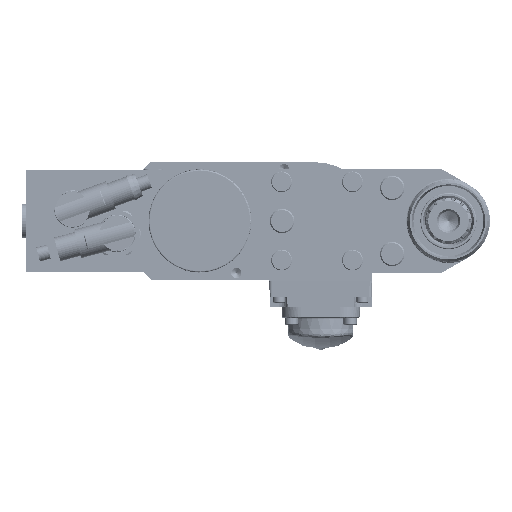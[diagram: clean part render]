
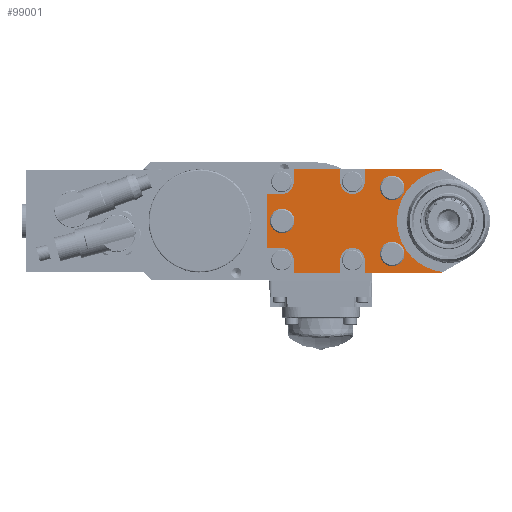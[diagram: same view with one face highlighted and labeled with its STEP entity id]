
A CAD part, left-side view. The second image highlights one B-rep face of the part: STEP entity #99001.
In plain terms, the highlighted planar face has unit normal (-1, 0, 0).
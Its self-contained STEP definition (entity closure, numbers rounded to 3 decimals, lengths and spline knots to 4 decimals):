
#1651=FACE_BOUND('',#17046,.T.);
#1652=FACE_BOUND('',#17047,.T.);
#1653=FACE_BOUND('',#17048,.T.);
#3560=PLANE('',#106128);
#11503=FACE_OUTER_BOUND('',#17045,.T.);
#17045=EDGE_LOOP('',(#80985,#80986,#80987,#80988,#80989,#80990,#80991,#80992,
#80993,#80994,#80995,#80996,#80997,#80998,#80999,#81000,#81001,#81002,#81003,
#81004));
#17046=EDGE_LOOP('',(#81005));
#17047=EDGE_LOOP('',(#81006));
#17048=EDGE_LOOP('',(#81007));
#21693=CIRCLE('',#106127,2.1);
#21694=CIRCLE('',#106129,0.5);
#21695=CIRCLE('',#106130,0.5);
#21696=CIRCLE('',#106131,0.5);
#21697=CIRCLE('',#106132,0.5);
#21698=CIRCLE('',#106133,0.3);
#21699=CIRCLE('',#106134,0.3);
#21700=CIRCLE('',#106135,0.3);
#28504=LINE('',#192815,#35888);
#28767=LINE('',#194051,#36151);
#28771=LINE('',#194087,#36155);
#28772=LINE('',#194089,#36156);
#28773=LINE('',#194093,#36157);
#28774=LINE('',#194095,#36158);
#28775=LINE('',#194097,#36159);
#28776=LINE('',#194101,#36160);
#28777=LINE('',#194103,#36161);
#28778=LINE('',#194105,#36162);
#28779=LINE('',#194109,#36163);
#28780=LINE('',#194111,#36164);
#28781=LINE('',#194113,#36165);
#28782=LINE('',#194117,#36166);
#28783=LINE('',#194118,#36167);
#35888=VECTOR('',#124150,0.0763);
#36151=VECTOR('',#125149,0.0763);
#36155=VECTOR('',#125183,3.1234);
#36156=VECTOR('',#125184,0.525);
#36157=VECTOR('',#125187,0.525);
#36158=VECTOR('',#125188,1.9);
#36159=VECTOR('',#125189,0.525);
#36160=VECTOR('',#125192,0.586);
#36161=VECTOR('',#125193,2.2);
#36162=VECTOR('',#125194,0.586);
#36163=VECTOR('',#125197,0.525);
#36164=VECTOR('',#125198,1.9);
#36165=VECTOR('',#125199,0.525);
#36166=VECTOR('',#125202,0.525);
#36167=VECTOR('',#125203,3.1234);
#46178=VERTEX_POINT('',#192812);
#46179=VERTEX_POINT('',#192814);
#46460=VERTEX_POINT('',#194048);
#46461=VERTEX_POINT('',#194050);
#46470=VERTEX_POINT('',#194086);
#46471=VERTEX_POINT('',#194088);
#46472=VERTEX_POINT('',#194090);
#46473=VERTEX_POINT('',#194092);
#46474=VERTEX_POINT('',#194094);
#46475=VERTEX_POINT('',#194096);
#46476=VERTEX_POINT('',#194098);
#46477=VERTEX_POINT('',#194100);
#46478=VERTEX_POINT('',#194102);
#46479=VERTEX_POINT('',#194104);
#46480=VERTEX_POINT('',#194106);
#46481=VERTEX_POINT('',#194108);
#46482=VERTEX_POINT('',#194110);
#46483=VERTEX_POINT('',#194112);
#46484=VERTEX_POINT('',#194114);
#46485=VERTEX_POINT('',#194116);
#46486=VERTEX_POINT('',#194119);
#46487=VERTEX_POINT('',#194121);
#46488=VERTEX_POINT('',#194123);
#58239=EDGE_CURVE('',#46178,#46179,#28504,.T.);
#58688=EDGE_CURVE('',#46460,#46461,#28767,.T.);
#58702=EDGE_CURVE('',#46461,#46178,#21693,.T.);
#58703=EDGE_CURVE('',#46470,#46460,#28771,.T.);
#58704=EDGE_CURVE('',#46471,#46470,#28772,.T.);
#58705=EDGE_CURVE('',#46472,#46471,#21694,.T.);
#58706=EDGE_CURVE('',#46472,#46473,#28773,.T.);
#58707=EDGE_CURVE('',#46474,#46473,#28774,.T.);
#58708=EDGE_CURVE('',#46475,#46474,#28775,.T.);
#58709=EDGE_CURVE('',#46476,#46475,#21695,.T.);
#58710=EDGE_CURVE('',#46476,#46477,#28776,.T.);
#58711=EDGE_CURVE('',#46478,#46477,#28777,.T.);
#58712=EDGE_CURVE('',#46479,#46478,#28778,.T.);
#58713=EDGE_CURVE('',#46480,#46479,#21696,.T.);
#58714=EDGE_CURVE('',#46480,#46481,#28779,.T.);
#58715=EDGE_CURVE('',#46482,#46481,#28780,.T.);
#58716=EDGE_CURVE('',#46483,#46482,#28781,.T.);
#58717=EDGE_CURVE('',#46484,#46483,#21697,.T.);
#58718=EDGE_CURVE('',#46484,#46485,#28782,.T.);
#58719=EDGE_CURVE('',#46179,#46485,#28783,.T.);
#58720=EDGE_CURVE('',#46486,#46486,#21698,.T.);
#58721=EDGE_CURVE('',#46487,#46487,#21699,.T.);
#58722=EDGE_CURVE('',#46488,#46488,#21700,.T.);
#80985=ORIENTED_EDGE('',*,*,#58688,.F.);
#80986=ORIENTED_EDGE('',*,*,#58703,.F.);
#80987=ORIENTED_EDGE('',*,*,#58704,.F.);
#80988=ORIENTED_EDGE('',*,*,#58705,.F.);
#80989=ORIENTED_EDGE('',*,*,#58706,.T.);
#80990=ORIENTED_EDGE('',*,*,#58707,.F.);
#80991=ORIENTED_EDGE('',*,*,#58708,.F.);
#80992=ORIENTED_EDGE('',*,*,#58709,.F.);
#80993=ORIENTED_EDGE('',*,*,#58710,.T.);
#80994=ORIENTED_EDGE('',*,*,#58711,.F.);
#80995=ORIENTED_EDGE('',*,*,#58712,.F.);
#80996=ORIENTED_EDGE('',*,*,#58713,.F.);
#80997=ORIENTED_EDGE('',*,*,#58714,.T.);
#80998=ORIENTED_EDGE('',*,*,#58715,.F.);
#80999=ORIENTED_EDGE('',*,*,#58716,.F.);
#81000=ORIENTED_EDGE('',*,*,#58717,.F.);
#81001=ORIENTED_EDGE('',*,*,#58718,.T.);
#81002=ORIENTED_EDGE('',*,*,#58719,.F.);
#81003=ORIENTED_EDGE('',*,*,#58239,.F.);
#81004=ORIENTED_EDGE('',*,*,#58702,.F.);
#81005=ORIENTED_EDGE('',*,*,#58720,.T.);
#81006=ORIENTED_EDGE('',*,*,#58721,.T.);
#81007=ORIENTED_EDGE('',*,*,#58722,.T.);
#99001=ADVANCED_FACE('',(#11503,#1651,#1652,#1653),#3560,.T.);
#106127=AXIS2_PLACEMENT_3D('',#194084,#125179,#125180);
#106128=AXIS2_PLACEMENT_3D('',#194085,#125181,#125182);
#106129=AXIS2_PLACEMENT_3D('',#194091,#125185,#125186);
#106130=AXIS2_PLACEMENT_3D('',#194099,#125190,#125191);
#106131=AXIS2_PLACEMENT_3D('',#194107,#125195,#125196);
#106132=AXIS2_PLACEMENT_3D('',#194115,#125200,#125201);
#106133=AXIS2_PLACEMENT_3D('',#194120,#125204,#125205);
#106134=AXIS2_PLACEMENT_3D('',#194122,#125206,#125207);
#106135=AXIS2_PLACEMENT_3D('',#194124,#125208,#125209);
#124150=DIRECTION('',(0.,0.866,-0.5));
#125149=DIRECTION('',(0.,-0.866,-0.5));
#125179=DIRECTION('center_axis',(-1.,0.,0.));
#125180=DIRECTION('ref_axis',(0.,1.,0.));
#125181=DIRECTION('center_axis',(-1.,0.,0.));
#125182=DIRECTION('ref_axis',(0.,0.,
1.));
#125183=DIRECTION('',(0.,-1.,0.));
#125184=DIRECTION('',(0.,0.,1.));
#125185=DIRECTION('center_axis',(-1.,0.,0.));
#125186=DIRECTION('ref_axis',(0.,0.,
-1.));
#125187=DIRECTION('',(0.,0.,1.));
#125188=DIRECTION('',(0.,-1.,0.));
#125189=DIRECTION('',(0.,0.,1.));
#125190=DIRECTION('center_axis',(-1.,0.,0.));
#125191=DIRECTION('ref_axis',(0.,0.,
-1.));
#125192=DIRECTION('',(0.,1.,0.));
#125193=DIRECTION('',(0.,0.,1.));
#125194=DIRECTION('',(0.,1.,0.));
#125195=DIRECTION('center_axis',(-1.,0.,0.));
#125196=DIRECTION('ref_axis',(0.,-1.,0.));
#125197=DIRECTION('',(0.,0.,-1.));
#125198=DIRECTION('',(0.,1.,0.));
#125199=DIRECTION('',(0.,0.,-1.));
#125200=DIRECTION('center_axis',(-1.,0.,0.));
#125201=DIRECTION('ref_axis',(0.,0.,
1.));
#125202=DIRECTION('',(0.,0.,-1.));
#125203=DIRECTION('',(0.,1.,0.));
#125204=DIRECTION('center_axis',(1.,0.,0.));
#125205=DIRECTION('ref_axis',(0.,-1.,0.));
#125206=DIRECTION('center_axis',(1.,0.,0.));
#125207=DIRECTION('ref_axis',(0.,-1.,0.));
#125208=DIRECTION('center_axis',(1.,0.,0.));
#125209=DIRECTION('ref_axis',(0.,-1.,0.));
#192812=CARTESIAN_POINT('',(-4.375,-4.9894,-2.0869));
#192814=CARTESIAN_POINT('',(-4.375,-4.9233,-2.125));
#192815=CARTESIAN_POINT('',(-4.375,-4.9894,-2.0869));
#194048=CARTESIAN_POINT('',(-4.375,-4.9233,2.125));
#194050=CARTESIAN_POINT('',(-4.375,-4.9894,2.0869));
#194051=CARTESIAN_POINT('',(-4.375,-4.9233,2.125));
#194084=CARTESIAN_POINT('Origin',(-4.375,-5.2239,0.));
#194085=CARTESIAN_POINT('Origin',(-4.375,-5.2239,0.));
#194086=CARTESIAN_POINT('',(-4.375,-1.7999,2.125));
#194087=CARTESIAN_POINT('',(-4.375,-1.7999,2.125));
#194088=CARTESIAN_POINT('',(-4.375,-1.7999,1.6));
#194089=CARTESIAN_POINT('',(-4.375,-1.7999,1.6));
#194090=CARTESIAN_POINT('',(-4.375,-0.7999,1.6));
#194091=CARTESIAN_POINT('Origin',(-4.375,-1.2999,1.6));
#194092=CARTESIAN_POINT('',(-4.375,-0.7999,2.125));
#194093=CARTESIAN_POINT('',(-4.375,-0.7999,1.6));
#194094=CARTESIAN_POINT('',(-4.375,1.1001,2.125));
#194095=CARTESIAN_POINT('',(-4.375,1.1001,2.125));
#194096=CARTESIAN_POINT('',(-4.375,1.1001,1.6));
#194097=CARTESIAN_POINT('',(-4.375,1.1001,1.6));
#194098=CARTESIAN_POINT('',(-4.375,1.6001,1.1));
#194099=CARTESIAN_POINT('Origin',(-4.375,1.6001,1.6));
#194100=CARTESIAN_POINT('',(-4.375,2.1861,1.1));
#194101=CARTESIAN_POINT('',(-4.375,1.6001,1.1));
#194102=CARTESIAN_POINT('',(-4.375,2.1861,-1.1));
#194103=CARTESIAN_POINT('',(-4.375,2.1861,-1.1));
#194104=CARTESIAN_POINT('',(-4.375,1.6001,-1.1));
#194105=CARTESIAN_POINT('',(-4.375,1.6001,-1.1));
#194106=CARTESIAN_POINT('',(-4.375,1.1001,-1.6));
#194107=CARTESIAN_POINT('Origin',(-4.375,1.6001,-1.6));
#194108=CARTESIAN_POINT('',(-4.375,1.1001,-2.125));
#194109=CARTESIAN_POINT('',(-4.375,1.1001,-1.6));
#194110=CARTESIAN_POINT('',(-4.375,-0.7999,-2.125));
#194111=CARTESIAN_POINT('',(-4.375,-0.7999,-2.125));
#194112=CARTESIAN_POINT('',(-4.375,-0.7999,-1.6));
#194113=CARTESIAN_POINT('',(-4.375,-0.7999,-1.6));
#194114=CARTESIAN_POINT('',(-4.375,-1.7999,-1.6));
#194115=CARTESIAN_POINT('Origin',(-4.375,-1.2999,-1.6));
#194116=CARTESIAN_POINT('',(-4.375,-1.7999,-2.125));
#194117=CARTESIAN_POINT('',(-4.375,-1.7999,-1.6));
#194118=CARTESIAN_POINT('',(-4.375,-4.9233,-2.125));
#194119=CARTESIAN_POINT('',(-4.375,-2.6239,-1.35));
#194120=CARTESIAN_POINT('Origin',(-4.375,-2.9239,-1.35));
#194121=CARTESIAN_POINT('',(-4.375,-2.6239,1.35));
#194122=CARTESIAN_POINT('Origin',(-4.375,-2.9239,1.35));
#194123=CARTESIAN_POINT('',(-4.375,1.8761,0.));
#194124=CARTESIAN_POINT('Origin',(-4.375,1.5761,0.));
